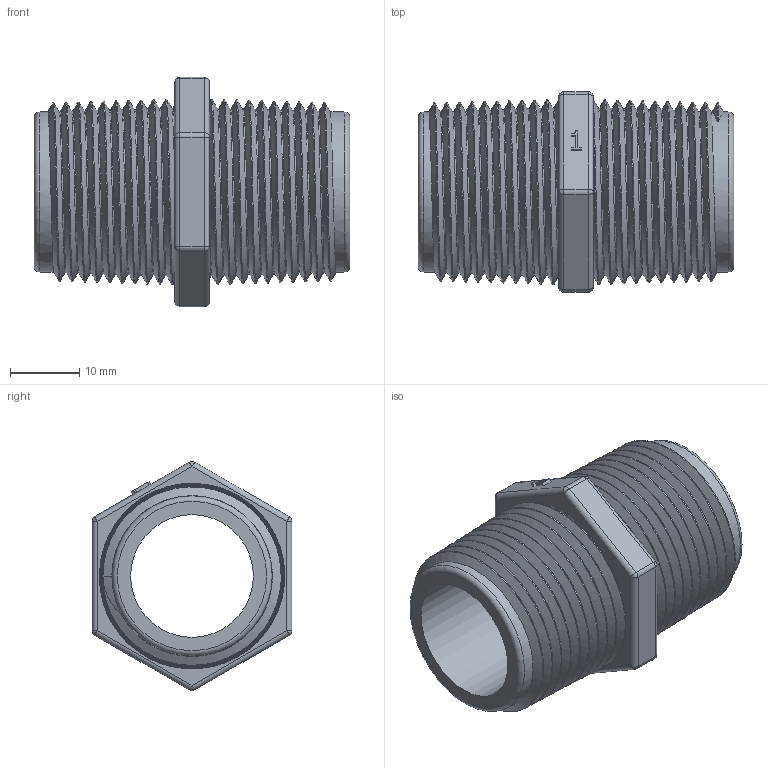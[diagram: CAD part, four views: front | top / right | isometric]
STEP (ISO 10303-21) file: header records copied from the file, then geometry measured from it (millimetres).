
FILE_DESCRIPTION(/* description */ ('3/4" SHORT PIPE NIPPLE'),/* implementation_level */ '2;1');
FILE_NAME(/* name */ 'NIP075-SH.stp',/* time_stamp */ '2013-10-17T13:03:41-04:00',/* author */ ('DTruax'),/* organization */ (''),/* preprocessor_version */ 'ST-DEVELOPER v15.2',/* originating_system */ 'Autodesk Inventor 2014',/* authorisation */ '');
FILE_SCHEMA (('AUTOMOTIVE_DESIGN { 1 0 10303 214 3 1 1 }'));
Length unit declared in the file: inch
Products named in the file (1): NIP075-SH
Bounding box: 45.72 x 28.96 x 33.2 mm (x, y, z)
Volume: 12015.8 mm3; surface area: 9180.8 mm2
Topology: 1 solids, 1 shells, 89 faces, 210 edges, 122 vertices
Faces by surface type: cone 26, plane 21, cylinder 21, sphere 12, bspline 7, torus 2
Full cylindrical faces by diameter (mm): 17.78 x1
Entity records: 6550 total; most frequent: CARTESIAN_POINT 5092, DIRECTION 295, ORIENTED_EDGE 286, EDGE_CURVE 143, AXIS2_PLACEMENT_3D 111, VERTEX_POINT 84, EDGE_LOOP 79, LINE 73
